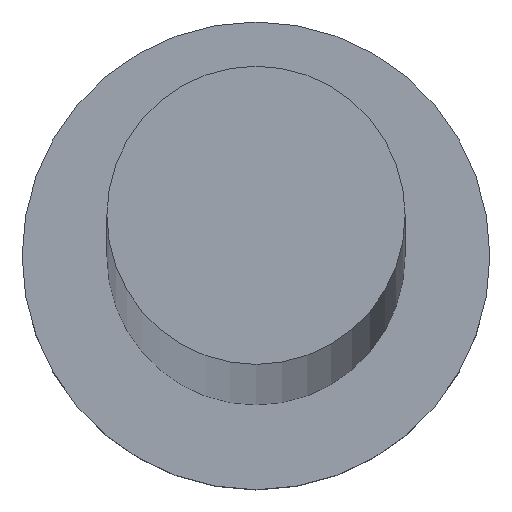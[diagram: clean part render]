
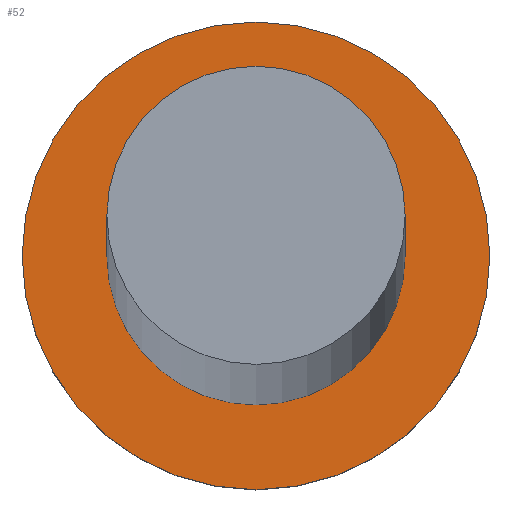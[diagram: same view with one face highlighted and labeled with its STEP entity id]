
A CAD part, top view. The second image highlights one B-rep face of the part: STEP entity #52.
In plain terms, the highlighted planar face has unit normal (0, 0, 1).
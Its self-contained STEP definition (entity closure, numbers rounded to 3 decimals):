
#9 = DIRECTION ( 'NONE',  ( 0., 0., 1. ) ) ;
#13 = CARTESIAN_POINT ( 'NONE',  ( 8., 0., 5. ) ) ;
#29 = FACE_OUTER_BOUND ( 'NONE', #170, .T. ) ;
#37 = AXIS2_PLACEMENT_3D ( 'NONE', #228, #54, #129 ) ;
#41 = ORIENTED_EDGE ( 'NONE', *, *, #87, .T. ) ;
#45 = EDGE_CURVE ( 'NONE', #254, #205, #199, .T. ) ;
#47 = AXIS2_PLACEMENT_3D ( 'NONE', #66, #9, #88 ) ;
#49 = FACE_BOUND ( 'NONE', #112, .T. ) ;
#52 = ADVANCED_FACE ( 'NONE', ( #49, #29 ), #169, .T. ) ;
#53 = DIRECTION ( 'NONE',  ( 1., 0., 0. ) ) ;
#54 = DIRECTION ( 'NONE',  ( 0., 0., 1. ) ) ;
#56 = CARTESIAN_POINT ( 'NONE',  ( 5.1, 0., 5. ) ) ;
#65 = DIRECTION ( 'NONE',  ( 0., 0., 1. ) ) ;
#66 = CARTESIAN_POINT ( 'NONE',  ( 0., 0., 5. ) ) ;
#79 = CARTESIAN_POINT ( 'NONE',  ( -8., 0., 5. ) ) ;
#80 = CARTESIAN_POINT ( 'NONE',  ( -5.1, 0., 5. ) ) ;
#87 = EDGE_CURVE ( 'NONE', #215, #111, #190, .T. ) ;
#88 = DIRECTION ( 'NONE',  ( 1., 0., 0. ) ) ;
#90 = AXIS2_PLACEMENT_3D ( 'NONE', #91, #65, #53 ) ;
#91 = CARTESIAN_POINT ( 'NONE',  ( 0., 0., 5. ) ) ;
#96 = DIRECTION ( 'NONE',  ( 1., 0., 0. ) ) ;
#111 = VERTEX_POINT ( 'NONE', #79 ) ;
#112 = EDGE_LOOP ( 'NONE', ( #246, #248 ) ) ;
#129 = DIRECTION ( 'NONE',  ( 1., 0., 0. ) ) ;
#131 = DIRECTION ( 'NONE',  ( 0., 0., 1. ) ) ;
#133 = CARTESIAN_POINT ( 'NONE',  ( 0., 0., 5. ) ) ;
#139 = AXIS2_PLACEMENT_3D ( 'NONE', #133, #155, #153 ) ;
#153 = DIRECTION ( 'NONE',  ( 1., 0., 0. ) ) ;
#155 = DIRECTION ( 'NONE',  ( 0., 0., 1. ) ) ;
#168 = AXIS2_PLACEMENT_3D ( 'NONE', #230, #131, #96 ) ;
#169 = PLANE ( 'NONE',  #47 ) ;
#170 = EDGE_LOOP ( 'NONE', ( #192, #41 ) ) ;
#180 = CIRCLE ( 'NONE', #168, 5.1 ) ;
#187 = CIRCLE ( 'NONE', #139, 8. ) ;
#190 = CIRCLE ( 'NONE', #37, 8. ) ;
#192 = ORIENTED_EDGE ( 'NONE', *, *, #252, .T. ) ;
#199 = CIRCLE ( 'NONE', #90, 5.1 ) ;
#205 = VERTEX_POINT ( 'NONE', #80 ) ;
#215 = VERTEX_POINT ( 'NONE', #13 ) ;
#224 = EDGE_CURVE ( 'NONE', #205, #254, #180, .T. ) ;
#228 = CARTESIAN_POINT ( 'NONE',  ( 0., 0., 5. ) ) ;
#230 = CARTESIAN_POINT ( 'NONE',  ( 0., 0., 5. ) ) ;
#246 = ORIENTED_EDGE ( 'NONE', *, *, #224, .F. ) ;
#248 = ORIENTED_EDGE ( 'NONE', *, *, #45, .F. ) ;
#252 = EDGE_CURVE ( 'NONE', #111, #215, #187, .T. ) ;
#254 = VERTEX_POINT ( 'NONE', #56 ) ;
